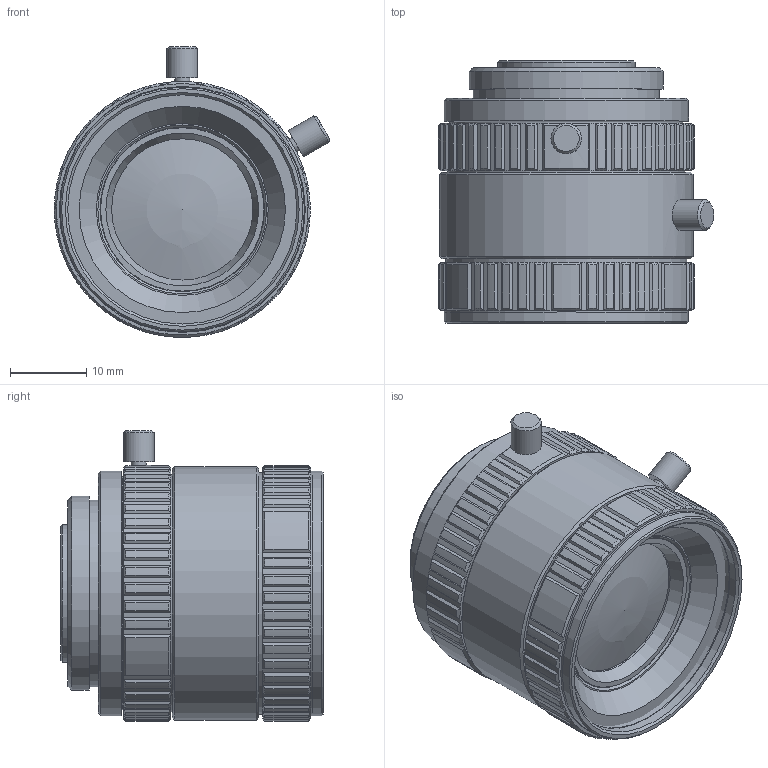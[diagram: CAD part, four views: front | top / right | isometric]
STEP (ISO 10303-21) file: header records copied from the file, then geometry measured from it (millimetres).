
FILE_DESCRIPTION(/* description */ ('Unknown'),/* implementation_level */ '2;1');
FILE_NAME(/* name */ 'M1614-SW_210416',/* time_stamp */ '2021-04-16T15:45:41+09:00',/* author */ ('Unknown'),/* organization */ ('Unknown'),/* preprocessor_version */ 'ST-DEVELOPER v16.7',/* originating_system */ 'DEX',/* authorisation */ $);
FILE_SCHEMA (('AUTOMOTIVE_DESIGN {1 0 10303 214 3 1 1}'));
Length unit declared in the file: millimetre
Products named in the file (3): M1614-SW_210416; M1614-SW_Infinity_210416; M1614-SW_Mechanical Limit_210416
Assembly tree (2 placements, depth 2):
  M1614-SW_210416
    M1614-SW_Infinity_210416
    M1614-SW_Mechanical Limit_210416
Bounding box: 36.05 x 34.38 x 38.04 mm (x, y, z)
Volume: 45668.4 mm3; surface area: 15475.5 mm2
Topology: 2 solids, 2 shells, 1056 faces, 2364 edges, 1362 vertices
Faces by surface type: plane 358, cylinder 354, cone 340, sphere 4
Full cylindrical faces by diameter (mm): 2 x4, 4 x4, 13.2 x2, 16 x2, 16.5 x2, 18 x2, 18.5 x2, 22.5 x2, 23 x2, 24.4 x2, 25.4 x2, 30 x2, 30.5 x4, 31 x2, 31.4 x4, 31.6 x2, 31.808 x2, 32 x4, 32.2 x2, 33.2 x2
Entity records: 36451 total; most frequent: CARTESIAN_POINT 6543, DIRECTION 4818, ORIENTED_EDGE 4532, EDGE_CURVE 2266, AXIS2_PLACEMENT_3D 2105, VERTEX_POINT 1354, EDGE_LOOP 1196, FACE_BOUND 1196
